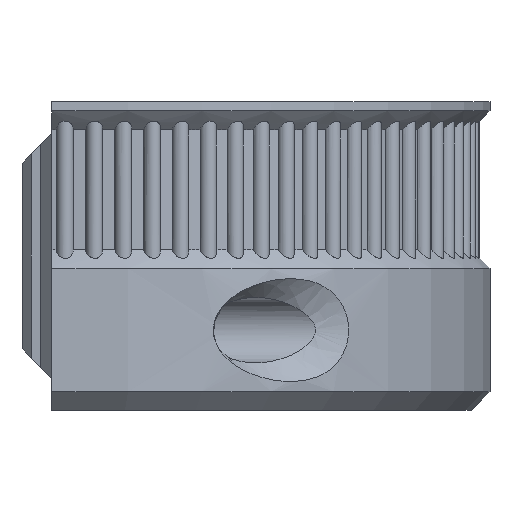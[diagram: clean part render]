
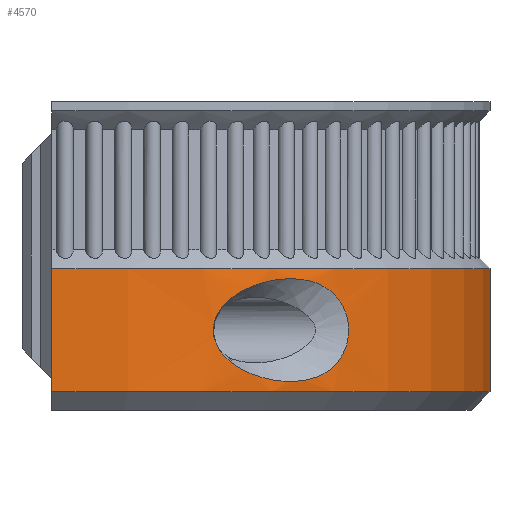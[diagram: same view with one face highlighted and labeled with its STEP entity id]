
A CAD part, left-side view. The second image highlights one B-rep face of the part: STEP entity #4570.
In plain terms, the highlighted cylindrical face has radius 47 mm (diameter 94 mm), a partial arc.
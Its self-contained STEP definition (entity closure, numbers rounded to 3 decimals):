
#31=FACE_BOUND('',#501,.T.);
#32=FACE_BOUND('',#502,.T.);
#247=FACE_OUTER_BOUND('',#500,.T.);
#500=EDGE_LOOP('',(#3353,#3354,#3355,#3356));
#501=EDGE_LOOP('',(#3357));
#502=EDGE_LOOP('',(#3358,#3359,#3360,#3361));
#850=B_SPLINE_CURVE_WITH_KNOTS('',3,(#10630,#10631,#10632,#10633,#10634,
#10635,#10636,#10637,#10638,#10639,#10640,#10641,#10642,#10643,#10644,#10645,
#10646,#10647,#10648,#10649,#10650,#10651,#10652,#10653,#10654,#10655,#10656,
#10657,#10658,#10659,#10660,#10661,#10662,#10663,#10664,#10665,#10666,#10667,
#10668,#10669,#10670,#10671,#10672,#10673,#10674,#10675),.UNSPECIFIED.,
 .T.,.F.,(4,2,2,2,1,1,1,1,1,1,1,1,1,1,1,1,1,1,1,1,1,1,1,1,1,1,1,1,1,1,1,
1,2,2,2,2,4),(0.,0.064,0.128,0.256,
0.552,0.589,0.626,0.7,
0.774,0.848,1.07,1.144,1.218,
1.292,1.366,1.403,1.44,1.514,
1.551,1.588,1.625,1.662,1.736,
1.81,1.884,1.958,1.995,2.014,
2.023,2.032,2.328,2.476,2.624,
2.857,2.985,3.049,3.113),
 .UNSPECIFIED.);
#908=CIRCLE('',#4858,47.);
#909=CIRCLE('',#4859,47.);
#910=CIRCLE('',#4860,47.);
#911=CIRCLE('',#4861,47.);
#1205=LINE('',#10625,#1521);
#1206=LINE('',#10628,#1522);
#1207=LINE('',#10680,#1523);
#1208=LINE('',#10683,#1524);
#1521=VECTOR('',#5579,10.);
#1522=VECTOR('',#5582,10.);
#1523=VECTOR('',#5585,10.);
#1524=VECTOR('',#5588,10.);
#2010=VERTEX_POINT('',#10621);
#2011=VERTEX_POINT('',#10622);
#2012=VERTEX_POINT('',#10624);
#2013=VERTEX_POINT('',#10626);
#2014=VERTEX_POINT('',#10629);
#2015=VERTEX_POINT('',#10676);
#2016=VERTEX_POINT('',#10677);
#2017=VERTEX_POINT('',#10679);
#2018=VERTEX_POINT('',#10681);
#2535=EDGE_CURVE('',#2010,#2011,#908,.T.);
#2536=EDGE_CURVE('',#2012,#2010,#1205,.T.);
#2537=EDGE_CURVE('',#2013,#2012,#909,.T.);
#2538=EDGE_CURVE('',#2011,#2013,#1206,.T.);
#2539=EDGE_CURVE('',#2014,#2014,#850,.T.);
#2540=EDGE_CURVE('',#2015,#2016,#910,.T.);
#2541=EDGE_CURVE('',#2017,#2015,#1207,.T.);
#2542=EDGE_CURVE('',#2018,#2017,#911,.T.);
#2543=EDGE_CURVE('',#2016,#2018,#1208,.T.);
#3353=ORIENTED_EDGE('',*,*,#2535,.F.);
#3354=ORIENTED_EDGE('',*,*,#2536,.F.);
#3355=ORIENTED_EDGE('',*,*,#2537,.F.);
#3356=ORIENTED_EDGE('',*,*,#2538,.F.);
#3357=ORIENTED_EDGE('',*,*,#2539,.F.);
#3358=ORIENTED_EDGE('',*,*,#2540,.F.);
#3359=ORIENTED_EDGE('',*,*,#2541,.F.);
#3360=ORIENTED_EDGE('',*,*,#2542,.F.);
#3361=ORIENTED_EDGE('',*,*,#2543,.F.);
#4398=CYLINDRICAL_SURFACE('',#4857,47.);
#4570=ADVANCED_FACE('',(#247,#31,#32),#4398,.T.);
#4857=AXIS2_PLACEMENT_3D('',#10620,#5575,#5576);
#4858=AXIS2_PLACEMENT_3D('',#10623,#5577,#5578);
#4859=AXIS2_PLACEMENT_3D('',#10627,#5580,#5581);
#4860=AXIS2_PLACEMENT_3D('',#10678,#5583,#5584);
#4861=AXIS2_PLACEMENT_3D('',#10682,#5586,#5587);
#5575=DIRECTION('center_axis',(0.,0.,
1.));
#5576=DIRECTION('ref_axis',(1.,-0.004,0.));
#5577=DIRECTION('center_axis',(0.,0.,
1.));
#5578=DIRECTION('ref_axis',(1.,-0.004,0.));
#5579=DIRECTION('',(0.,0.,1.));
#5580=DIRECTION('center_axis',(0.,0.,
-1.));
#5581=DIRECTION('ref_axis',(1.,-0.004,0.));
#5582=DIRECTION('',(0.,0.,-1.));
#5583=DIRECTION('center_axis',(0.,0.,
-1.));
#5584=DIRECTION('ref_axis',(1.,-0.004,0.));
#5585=DIRECTION('',(0.,0.,1.));
#5586=DIRECTION('center_axis',(0.,0.,
1.));
#5587=DIRECTION('ref_axis',(1.,-0.004,0.));
#5588=DIRECTION('',(0.,0.,-1.));
#10620=CARTESIAN_POINT('Origin',(-203.423,215.45,0.));
#10621=CARTESIAN_POINT('',(-250.422,215.25,15.15));
#10622=CARTESIAN_POINT('',(-156.423,215.25,15.15));
#10623=CARTESIAN_POINT('Origin',(-203.423,215.45,15.15));
#10624=CARTESIAN_POINT('',(-250.422,215.25,2.));
#10625=CARTESIAN_POINT('',(-250.422,215.25,0.));
#10626=CARTESIAN_POINT('',(-156.423,215.25,2.));
#10627=CARTESIAN_POINT('Origin',(-203.423,215.45,2.));
#10628=CARTESIAN_POINT('',(-156.423,215.25,0.));
#10629=CARTESIAN_POINT('',(-237.947,183.559,8.575));
#10630=CARTESIAN_POINT('Ctrl Pts',(-237.947,183.559,8.575));
#10631=CARTESIAN_POINT('Ctrl Pts',(-237.947,183.559,8.977));
#10632=CARTESIAN_POINT('Ctrl Pts',(-237.987,183.602,9.382));
#10633=CARTESIAN_POINT('Ctrl Pts',(-238.136,183.765,10.151));
#10634=CARTESIAN_POINT('Ctrl Pts',(-238.245,183.884,10.513));
#10635=CARTESIAN_POINT('Ctrl Pts',(-238.635,184.317,11.495));
#10636=CARTESIAN_POINT('Ctrl Pts',(-238.975,184.705,12.008));
#10637=CARTESIAN_POINT('Ctrl Pts',(-240.036,185.958,13.256));
#10638=CARTESIAN_POINT('Ctrl Pts',(-240.951,187.121,13.741));
#10639=CARTESIAN_POINT('Ctrl Pts',(-241.864,188.407,13.978));
#10640=CARTESIAN_POINT('Ctrl Pts',(-242.221,188.919,14.044));
#10641=CARTESIAN_POINT('Ctrl Pts',(-242.643,189.545,14.082));
#10642=CARTESIAN_POINT('Ctrl Pts',(-243.112,190.271,14.07));
#10643=CARTESIAN_POINT('Ctrl Pts',(-243.904,191.544,13.957));
#10644=CARTESIAN_POINT('Ctrl Pts',(-244.658,192.871,13.653));
#10645=CARTESIAN_POINT('Ctrl Pts',(-245.334,194.174,13.153));
#10646=CARTESIAN_POINT('Ctrl Pts',(-245.718,194.947,12.781));
#10647=CARTESIAN_POINT('Ctrl Pts',(-246.071,195.692,12.339));
#10648=CARTESIAN_POINT('Ctrl Pts',(-246.369,196.352,11.837));
#10649=CARTESIAN_POINT('Ctrl Pts',(-246.6,196.882,11.309));
#10650=CARTESIAN_POINT('Ctrl Pts',(-246.815,197.388,10.673));
#10651=CARTESIAN_POINT('Ctrl Pts',(-246.997,197.833,9.835));
#10652=CARTESIAN_POINT('Ctrl Pts',(-247.069,198.015,8.704));
#10653=CARTESIAN_POINT('Ctrl Pts',(-247.038,197.936,7.82));
#10654=CARTESIAN_POINT('Ctrl Pts',(-246.941,197.695,7.084));
#10655=CARTESIAN_POINT('Ctrl Pts',(-246.759,197.255,6.264));
#10656=CARTESIAN_POINT('Ctrl Pts',(-246.48,196.6,5.518));
#10657=CARTESIAN_POINT('Ctrl Pts',(-246.12,195.799,4.882));
#10658=CARTESIAN_POINT('Ctrl Pts',(-245.77,195.055,4.427));
#10659=CARTESIAN_POINT('Ctrl Pts',(-245.453,194.412,4.108));
#10660=CARTESIAN_POINT('Ctrl Pts',(-245.222,193.959,3.918));
#10661=CARTESIAN_POINT('Ctrl Pts',(-245.104,193.731,3.829));
#10662=CARTESIAN_POINT('Ctrl Pts',(-245.035,193.6,3.781));
#10663=CARTESIAN_POINT('Ctrl Pts',(-244.451,192.489,3.379));
#10664=CARTESIAN_POINT('Ctrl Pts',(-243.499,190.848,3.056));
#10665=CARTESIAN_POINT('Ctrl Pts',(-242.234,188.923,3.07));
#10666=CARTESIAN_POINT('Ctrl Pts',(-241.485,187.869,3.257));
#10667=CARTESIAN_POINT('Ctrl Pts',(-240.506,186.556,3.673));
#10668=CARTESIAN_POINT('Ctrl Pts',(-239.877,185.77,4.08));
#10669=CARTESIAN_POINT('Ctrl Pts',(-238.975,184.705,5.142));
#10670=CARTESIAN_POINT('Ctrl Pts',(-238.635,184.317,5.655));
#10671=CARTESIAN_POINT('Ctrl Pts',(-238.245,183.884,6.637));
#10672=CARTESIAN_POINT('Ctrl Pts',(-238.136,183.765,6.999));
#10673=CARTESIAN_POINT('Ctrl Pts',(-237.987,183.602,7.768));
#10674=CARTESIAN_POINT('Ctrl Pts',(-237.947,183.559,8.173));
#10675=CARTESIAN_POINT('Ctrl Pts',(-237.947,183.559,8.575));
#10676=CARTESIAN_POINT('',(-156.987,208.186,13.15));
#10677=CARTESIAN_POINT('',(-158.176,202.735,13.15));
#10678=CARTESIAN_POINT('Origin',(-203.423,215.45,13.15));
#10679=CARTESIAN_POINT('',(-156.987,208.186,4.));
#10680=CARTESIAN_POINT('',(-156.987,208.186,0.));
#10681=CARTESIAN_POINT('',(-158.176,202.735,4.));
#10682=CARTESIAN_POINT('Origin',(-203.423,215.45,4.));
#10683=CARTESIAN_POINT('',(-158.176,202.735,0.));
